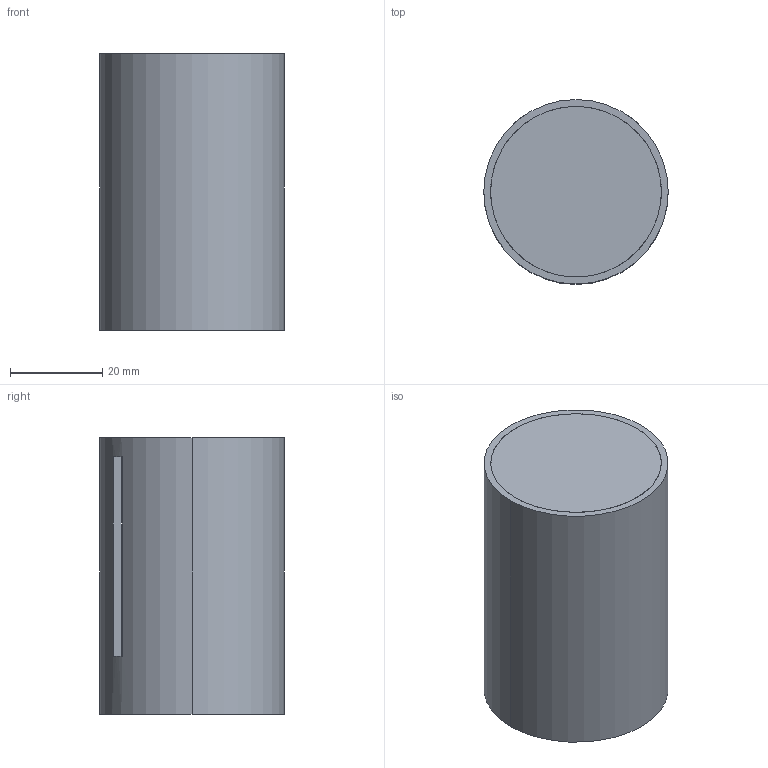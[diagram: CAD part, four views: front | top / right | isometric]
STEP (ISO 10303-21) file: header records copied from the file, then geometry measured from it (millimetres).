
FILE_DESCRIPTION(/* description */ (''),/* implementation_level */ '2;1');
FILE_NAME(/* name */ 'structure_shell_v2',/* time_stamp */ '2025-06-23T02:40:52+02:00',/* author */ (''),/* organization */ (''),/* preprocessor_version */ 'ST-DEVELOPER v19.2',/* originating_system */ 'Rhino 8.12',/* authorisation */ '');
FILE_SCHEMA (('CONFIG_CONTROL_DESIGN'));
Length unit declared in the file: millimetre
Products named in the file (1): Document
Bounding box: 40 x 40 x 60 mm (x, y, z)
Volume: 12601.1 mm3; surface area: 17026.3 mm2
Topology: 2 solids, 2 shells, 18 faces, 42 edges, 28 vertices
Faces by surface type: plane 12, cylinder 6
Entity records: 604 total; most frequent: CARTESIAN_POINT 172, ORIENTED_EDGE 84, EDGE_CURVE 42, DIRECTION 38, VERTEX_POINT 28, AXIS2_PLACEMENT_3D 28, B_SPLINE_CURVE_WITH_KNOTS 24, EDGE_LOOP 24
